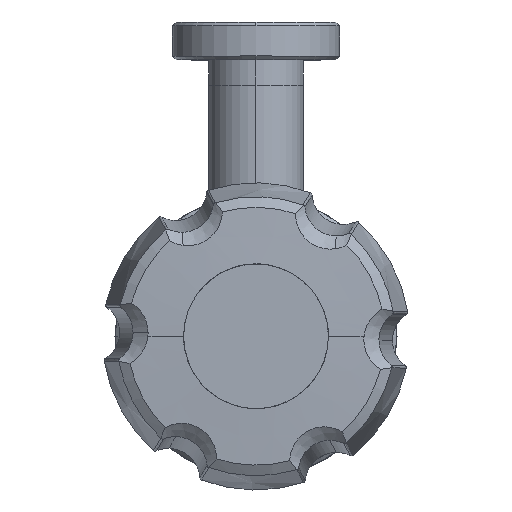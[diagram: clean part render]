
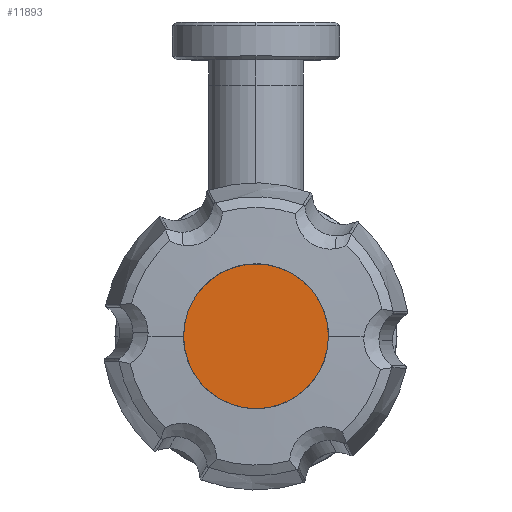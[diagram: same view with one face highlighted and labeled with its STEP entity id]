
A CAD part, top view. The second image highlights one B-rep face of the part: STEP entity #11893.
In plain terms, the highlighted planar face has unit normal (0, 0, 1).
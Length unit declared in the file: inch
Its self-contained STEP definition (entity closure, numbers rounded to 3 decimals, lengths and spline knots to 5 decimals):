
#564 = DIRECTION ( 'NONE',  ( 0., 0., 1. ) ) ;
#1019 = PLANE ( 'NONE',  #5548 ) ;
#1178 = EDGE_LOOP ( 'NONE', ( #7375, #11634 ) ) ;
#3042 = DIRECTION ( 'NONE',  ( 0., 0., 1. ) ) ;
#3820 = AXIS2_PLACEMENT_3D ( 'NONE', #8142, #564, #9399 ) ;
#4337 = VERTEX_POINT ( 'NONE', #13604 ) ;
#4776 = CIRCLE ( 'NONE', #15020, 0.575 ) ;
#5228 = EDGE_CURVE ( 'NONE', #4337, #8801, #4776, .T. ) ;
#5548 = AXIS2_PLACEMENT_3D ( 'NONE', #12370, #14883, #7373 ) ;
#7373 = DIRECTION ( 'NONE',  ( 1., 0., 0. ) ) ;
#7375 = ORIENTED_EDGE ( 'NONE', *, *, #8754, .T. ) ;
#7942 = CIRCLE ( 'NONE', #3820, 0.575 ) ;
#8142 = CARTESIAN_POINT ( 'NONE',  ( 0., 0., 2.99461 ) ) ;
#8754 = EDGE_CURVE ( 'NONE', #8801, #4337, #7942, .T. ) ;
#8801 = VERTEX_POINT ( 'NONE', #11971 ) ;
#9399 = DIRECTION ( 'NONE',  ( 1., 0., 0. ) ) ;
#10622 = CARTESIAN_POINT ( 'NONE',  ( 0., 0., 2.99461 ) ) ;
#11222 = FACE_OUTER_BOUND ( 'NONE', #1178, .T. ) ;
#11634 = ORIENTED_EDGE ( 'NONE', *, *, #5228, .T. ) ;
#11887 = DIRECTION ( 'NONE',  ( 1., 0., 0. ) ) ;
#11893 = ADVANCED_FACE ( 'NONE', ( #11222 ), #1019, .T. ) ;
#11971 = CARTESIAN_POINT ( 'NONE',  ( 0.575, 0., 2.99461 ) ) ;
#12370 = CARTESIAN_POINT ( 'NONE',  ( -0.28742, 0.0069, 2.99461 ) ) ;
#13604 = CARTESIAN_POINT ( 'NONE',  ( -0.575, 0., 2.99461 ) ) ;
#14883 = DIRECTION ( 'NONE',  ( 0., 0., 1. ) ) ;
#15020 = AXIS2_PLACEMENT_3D ( 'NONE', #10622, #3042, #11887 ) ;
